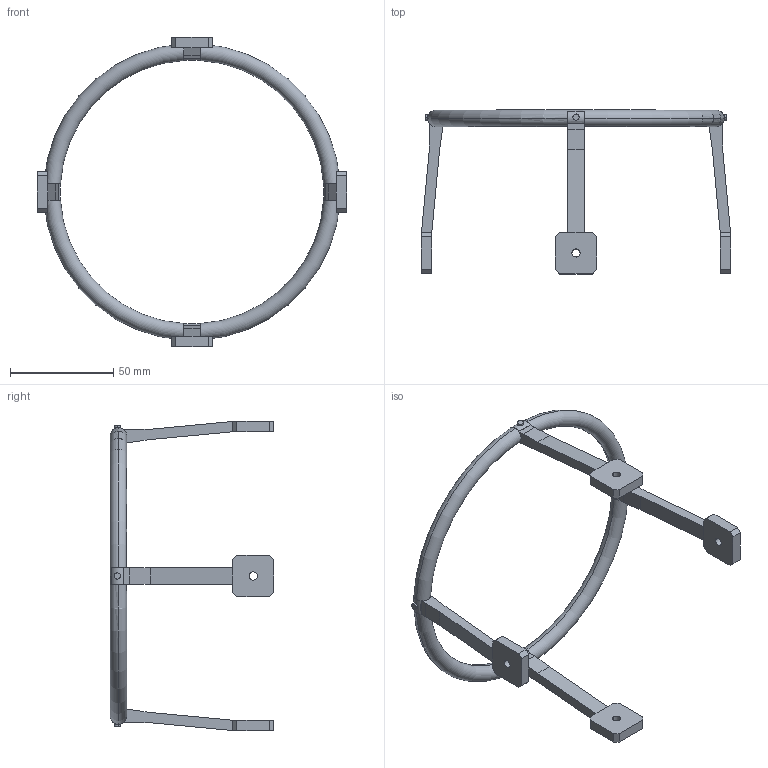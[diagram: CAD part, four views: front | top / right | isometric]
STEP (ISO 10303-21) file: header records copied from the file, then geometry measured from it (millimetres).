
FILE_DESCRIPTION (( 'STEP AP203' ), '1' );
FILE_NAME ('SE_01_2_4000.STEP', '2020-10-21T10:59:47', ( '' ), ( '' ), 'SwSTEP 2.0', 'SolidWorks 2017', '' );
FILE_SCHEMA (( 'CONFIG_CONTROL_DESIGN' ));
Length unit declared in the file: millimetre
Products named in the file (4): SE_01_2_4001; SE_01_2_4002; SE_01_2_4000; SE_01_2_4003
Assembly tree (9 placements, depth 2):
  SE_01_2_4000
    SE_01_2_4001
    SE_01_2_4002  x4
    SE_01_2_4003  x4
Bounding box: 150 x 79.4 x 150 mm (x, y, z)
Volume: 37655 mm3; surface area: 22580.9 mm2
Topology: 9 solids, 9 shells, 210 faces, 534 edges, 340 vertices
Faces by surface type: plane 144, cylinder 48, torus 18
Entity records: 3763 total; most frequent: CARTESIAN_POINT 1173, ORIENTED_EDGE 432, DIRECTION 398, EDGE_CURVE 216, AXIS2_PLACEMENT_3D 144, VERTEX_POINT 136, LINE 110, VECTOR 110
